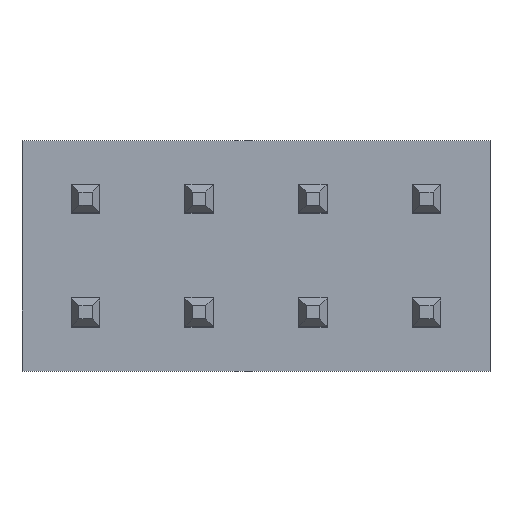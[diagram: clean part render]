
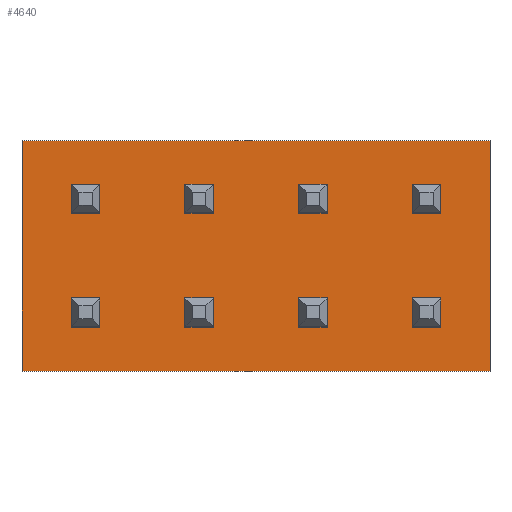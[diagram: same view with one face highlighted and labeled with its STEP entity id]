
A CAD part, top view. The second image highlights one B-rep face of the part: STEP entity #4640.
In plain terms, the highlighted planar face has unit normal (0, 0, 1).
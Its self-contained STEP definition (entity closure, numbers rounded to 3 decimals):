
#4515 = CARTESIAN_POINT ( 'NONE',  ( 9.04, 3.845, 2.54 ) ) ;
#4516 = VERTEX_POINT ( 'NONE', #4515 ) ;
#4523 = CARTESIAN_POINT ( 'NONE',  ( 9.04, -1.305, 2.54 ) ) ;
#4524 = VERTEX_POINT ( 'NONE', #4523 ) ;
#4525 = CARTESIAN_POINT ( 'NONE',  ( 9.04, -1.305, 2.54 ) ) ;
#4526 = DIRECTION ( 'NONE',  ( 0., 1., 0. ) ) ;
#4527 = VECTOR ( 'NONE', #4526, 1000. ) ;
#4528 = LINE ( 'NONE', #4525, #4527 ) ;
#4529 = EDGE_CURVE ( 'NONE', #4524, #4516, #4528, .T. ) ;
#4553 = CARTESIAN_POINT ( 'NONE',  ( -1.42, 3.845, 2.54 ) ) ;
#4554 = VERTEX_POINT ( 'NONE', #4553 ) ;
#4561 = CARTESIAN_POINT ( 'NONE',  ( -1.42, 3.845, 2.54 ) ) ;
#4562 = DIRECTION ( 'NONE',  ( -1., 0., 0. ) ) ;
#4563 = VECTOR ( 'NONE', #4562, 1000. ) ;
#4564 = LINE ( 'NONE', #4561, #4563 ) ;
#4565 = EDGE_CURVE ( 'NONE', #4516, #4554, #4564, .T. ) ;
#4584 = CARTESIAN_POINT ( 'NONE',  ( -1.42, -1.305, 2.54 ) ) ;
#4585 = VERTEX_POINT ( 'NONE', #4584 ) ;
#4592 = CARTESIAN_POINT ( 'NONE',  ( -1.42, -1.305, 2.54 ) ) ;
#4593 = DIRECTION ( 'NONE',  ( 0., -1., 0. ) ) ;
#4594 = VECTOR ( 'NONE', #4593, 1000. ) ;
#4595 = LINE ( 'NONE', #4592, #4594 ) ;
#4596 = EDGE_CURVE ( 'NONE', #4554, #4585, #4595, .T. ) ;
#4614 = CARTESIAN_POINT ( 'NONE',  ( -1.42, -1.305, 2.54 ) ) ;
#4615 = DIRECTION ( 'NONE',  ( 1., 0., 0. ) ) ;
#4616 = VECTOR ( 'NONE', #4615, 1000. ) ;
#4617 = LINE ( 'NONE', #4614, #4616 ) ;
#4618 = EDGE_CURVE ( 'NONE', #4585, #4524, #4617, .T. ) ;
#4629 = ORIENTED_EDGE ( 'NONE', *, *, #4529, .T. ) ;
#4630 = ORIENTED_EDGE ( 'NONE', *, *, #4565, .T. ) ;
#4631 = ORIENTED_EDGE ( 'NONE', *, *, #4596, .T. ) ;
#4632 = ORIENTED_EDGE ( 'NONE', *, *, #4618, .T. ) ;
#4633 = EDGE_LOOP ( 'NONE', ( #4629, #4630, #4631, #4632 ) ) ;
#4634 = FACE_OUTER_BOUND ( 'NONE', #4633, .T. ) ;
#4635 = CARTESIAN_POINT ( 'NONE',  ( 3.81, 1.27, 2.54 ) ) ;
#4636 = DIRECTION ( 'NONE',  ( 0., 0., -1. ) ) ;
#4637 = DIRECTION ( 'NONE',  ( 0., 1., 0. ) ) ;
#4638 = AXIS2_PLACEMENT_3D ( 'NONE', #4635, #4636, #4637 ) ;
#4639 = PLANE ( 'NONE', #4638 ) ;
#4640 = ADVANCED_FACE ( 'NONE', ( #4634 ), #4639, .F. ) ;
